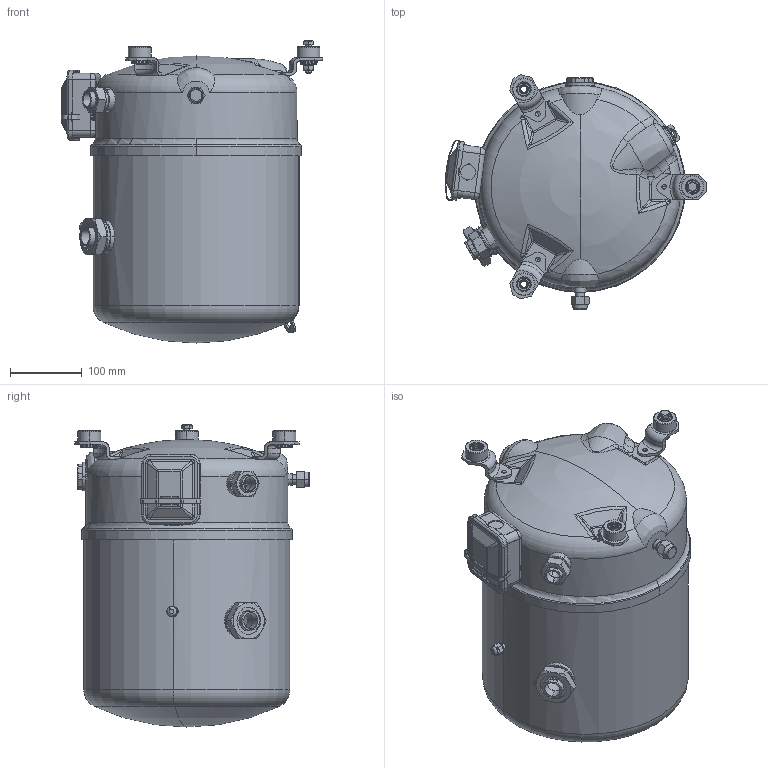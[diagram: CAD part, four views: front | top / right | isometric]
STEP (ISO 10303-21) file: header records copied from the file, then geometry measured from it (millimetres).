
FILE_DESCRIPTION((''),'2;1');
FILE_NAME('8502012_ASM','2011-09-23T',('frcc5174'),('DANFOSS COMMERCIAL COMPRESSOR'),'PRO/ENGINEER BY PARAMETRIC TECHNOLOGY CORPORATION, 2010140','PRO/ENGINEER BY PARAMETRIC TECHNOLOGY CORPORATION, 2010140','');
FILE_SCHEMA(('CONFIG_CONTROL_DESIGN'));
Length unit declared in the file: millimetre
Products named in the file (36): 5312271P03; 5311020; 5311089; 5204002; 5311284P02; 7315030; 5312084; VIS; 5314003_ASM; 5312034; 5312478; 5313003; 5311040; 5314016_ASM; 5314014P02_ASM; 5603004; 5302006; 6101007; 6301002; 6302001; 6201005; 6204001; 6807054; 5606023; 6405006; 5311141; 5311025P01; 5312013P05; 5311021; 5311363; 5312052P02; 5314210_ASM; 6807027; 5311144; 5311025P02; 8502012_ASM
Assembly tree (43 placements, depth 4):
  8502012_ASM
    5314014P02_ASM
      5312271P03
      5311020  x3
      5311089
      5204002
      5311284P02
      7315030
      5314003_ASM
        5312084
        VIS
      5312034  x3
      5312478
      5314016_ASM
        5313003
        5311040
    5603004  x3
    5302006  x3
    6101007
    6301002
    6302001
    6201005
    6204001
    6807054
    5606023
    6405006
    5311141
    5311025P01
    5314210_ASM
      5312013P05
      5311021
      5311363
      5312052P02
    6807027
    5311144
    5311025P02
Bounding box: 365.48 x 327.55 x 421.5 mm (x, y, z)
Volume: 1498513.9 mm3; surface area: 1096846.1 mm2
Topology: 41 solids, 56 shells, 1696 faces, 3894 edges, 2327 vertices
Faces by surface type: cylinder 542, plane 440, bspline 257, cone 189, torus 182, sphere 86
Entity records: 61425 total; most frequent: CARTESIAN_POINT 28395, DIRECTION 6784, ORIENTED_EDGE 6714, EDGE_CURVE 3384, AXIS2_PLACEMENT_3D 2796, VERTEX_POINT 2045, EDGE_LOOP 1625, FACE_OUTER_BOUND 1486
